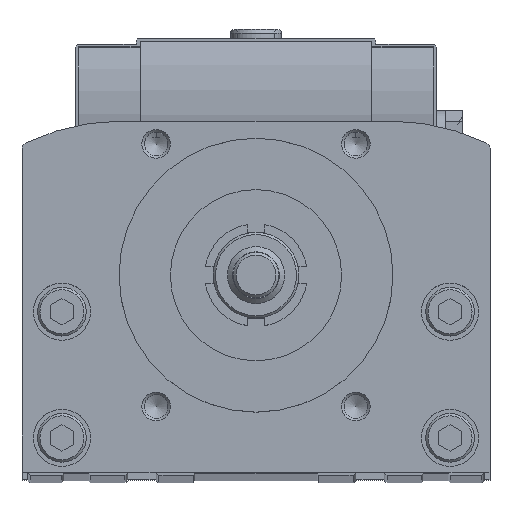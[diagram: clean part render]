
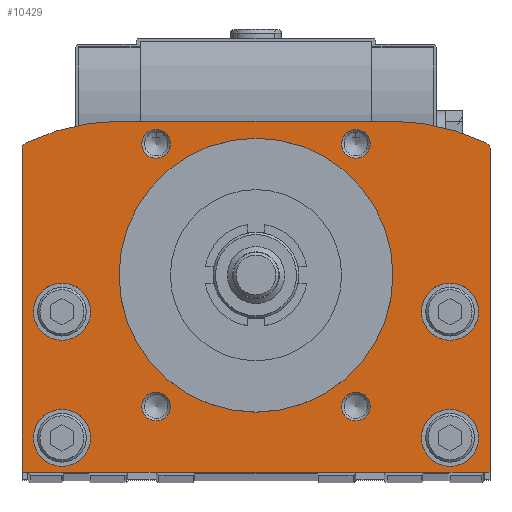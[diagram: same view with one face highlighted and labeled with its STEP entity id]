
A CAD part, top view. The second image highlights one B-rep face of the part: STEP entity #10429.
In plain terms, the highlighted planar face has unit normal (0, 0, 1).
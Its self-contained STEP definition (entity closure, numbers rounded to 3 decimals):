
#727=LINE('',#17924,#1763);
#730=LINE('',#17929,#1766);
#732=LINE('',#17933,#1768);
#736=LINE('',#17949,#1772);
#1763=VECTOR('',#14713,1000.);
#1766=VECTOR('',#14718,1000.);
#1768=VECTOR('',#14722,1000.);
#1772=VECTOR('',#14740,1000.);
#3526=ORIENTED_EDGE('',*,*,#5905,.T.);
#3527=ORIENTED_EDGE('',*,*,#5906,.T.);
#3528=ORIENTED_EDGE('',*,*,#5907,.T.);
#3529=ORIENTED_EDGE('',*,*,#5908,.T.);
#3530=ORIENTED_EDGE('',*,*,#5909,.T.);
#3531=ORIENTED_EDGE('',*,*,#5910,.T.);
#3532=ORIENTED_EDGE('',*,*,#5911,.T.);
#3533=ORIENTED_EDGE('',*,*,#5912,.T.);
#3534=ORIENTED_EDGE('',*,*,#5913,.T.);
#3535=ORIENTED_EDGE('',*,*,#5887,.T.);
#3536=ORIENTED_EDGE('',*,*,#5890,.T.);
#3537=ORIENTED_EDGE('',*,*,#5893,.T.);
#3538=ORIENTED_EDGE('',*,*,#5895,.T.);
#3539=ORIENTED_EDGE('',*,*,#5897,.T.);
#3540=ORIENTED_EDGE('',*,*,#5899,.T.);
#3541=ORIENTED_EDGE('',*,*,#5903,.T.);
#3542=ORIENTED_EDGE('',*,*,#5904,.T.);
#5887=EDGE_CURVE('',#7152,#7151,#7904,.T.);
#5890=EDGE_CURVE('',#7151,#7153,#727,.T.);
#5893=EDGE_CURVE('',#7153,#7154,#730,.T.);
#5895=EDGE_CURVE('',#7154,#7155,#732,.T.);
#5897=EDGE_CURVE('',#7155,#7156,#7905,.T.);
#5899=EDGE_CURVE('',#7156,#7157,#7906,.T.);
#5903=EDGE_CURVE('',#7157,#7160,#736,.T.);
#5904=EDGE_CURVE('',#7160,#7152,#7909,.T.);
#5905=EDGE_CURVE('',#7161,#7161,#7910,.T.);
#5906=EDGE_CURVE('',#7162,#7162,#7911,.T.);
#5907=EDGE_CURVE('',#7163,#7163,#7912,.T.);
#5908=EDGE_CURVE('',#7164,#7164,#7913,.T.);
#5909=EDGE_CURVE('',#7165,#7165,#7914,.T.);
#5910=EDGE_CURVE('',#7166,#7166,#7915,.T.);
#5911=EDGE_CURVE('',#7167,#7167,#7916,.T.);
#5912=EDGE_CURVE('',#7168,#7168,#7917,.T.);
#5913=EDGE_CURVE('',#7169,#7169,#7918,.T.);
#7151=VERTEX_POINT('',#17917);
#7152=VERTEX_POINT('',#17919);
#7153=VERTEX_POINT('',#17923);
#7154=VERTEX_POINT('',#17928);
#7155=VERTEX_POINT('',#17932);
#7156=VERTEX_POINT('',#17936);
#7157=VERTEX_POINT('',#17940);
#7160=VERTEX_POINT('',#17948);
#7161=VERTEX_POINT('',#17954);
#7162=VERTEX_POINT('',#17956);
#7163=VERTEX_POINT('',#17958);
#7164=VERTEX_POINT('',#17960);
#7165=VERTEX_POINT('',#17962);
#7166=VERTEX_POINT('',#17964);
#7167=VERTEX_POINT('',#17966);
#7168=VERTEX_POINT('',#17968);
#7169=VERTEX_POINT('',#17970);
#7904=CIRCLE('',#12821,1.);
#7905=CIRCLE('',#12826,1.);
#7906=CIRCLE('',#12828,39.);
#7909=CIRCLE('',#12833,39.);
#7910=CIRCLE('',#12835,5.);
#7911=CIRCLE('',#12836,5.);
#7912=CIRCLE('',#12837,5.);
#7913=CIRCLE('',#12838,5.);
#7914=CIRCLE('',#12839,2.5);
#7915=CIRCLE('',#12840,2.5);
#7916=CIRCLE('',#12841,2.5);
#7917=CIRCLE('',#12842,2.5);
#7918=CIRCLE('',#12843,24.);
#8351=EDGE_LOOP('',(#3526));
#8352=EDGE_LOOP('',(#3527));
#8353=EDGE_LOOP('',(#3528));
#8354=EDGE_LOOP('',(#3529));
#8355=EDGE_LOOP('',(#3530));
#8356=EDGE_LOOP('',(#3531));
#8357=EDGE_LOOP('',(#3532));
#8358=EDGE_LOOP('',(#3533));
#8359=EDGE_LOOP('',(#3534));
#8360=EDGE_LOOP('',(#3535,#3536,#3537,#3538,#3539,#3540,#3541,#3542));
#9183=FACE_BOUND('',#8351,.T.);
#9184=FACE_BOUND('',#8352,.T.);
#9185=FACE_BOUND('',#8353,.T.);
#9186=FACE_BOUND('',#8354,.T.);
#9187=FACE_BOUND('',#8355,.T.);
#9188=FACE_BOUND('',#8356,.T.);
#9189=FACE_BOUND('',#8357,.T.);
#9190=FACE_BOUND('',#8358,.T.);
#9191=FACE_BOUND('',#8359,.T.);
#9192=FACE_BOUND('',#8360,.T.);
#9916=PLANE('',#12834);
#10429=ADVANCED_FACE('',(#9183,#9184,#9185,#9186,#9187,#9188,#9189,#9190,
#9191,#9192),#9916,.T.);
#12821=AXIS2_PLACEMENT_3D('',#17918,#14707,#14708);
#12826=AXIS2_PLACEMENT_3D('',#17937,#14726,#14727);
#12828=AXIS2_PLACEMENT_3D('',#17941,#14731,#14732);
#12833=AXIS2_PLACEMENT_3D('',#17951,#14743,#14744);
#12834=AXIS2_PLACEMENT_3D('',#17952,#14745,#14746);
#12835=AXIS2_PLACEMENT_3D('',#17953,#14747,#14748);
#12836=AXIS2_PLACEMENT_3D('',#17955,#14749,#14750);
#12837=AXIS2_PLACEMENT_3D('',#17957,#14751,#14752);
#12838=AXIS2_PLACEMENT_3D('',#17959,#14753,#14754);
#12839=AXIS2_PLACEMENT_3D('',#17961,#14755,#14756);
#12840=AXIS2_PLACEMENT_3D('',#17963,#14757,#14758);
#12841=AXIS2_PLACEMENT_3D('',#17965,#14759,#14760);
#12842=AXIS2_PLACEMENT_3D('',#17967,#14761,#14762);
#12843=AXIS2_PLACEMENT_3D('',#17969,#14763,#14764);
#14707=DIRECTION('',(0.,0.,1.));
#14708=DIRECTION('',(1.,0.,0.));
#14713=DIRECTION('',(0.,-1.,0.));
#14718=DIRECTION('',(1.,0.,0.));
#14722=DIRECTION('',(0.,1.,0.));
#14726=DIRECTION('',(0.,0.,1.));
#14727=DIRECTION('',(1.,0.,0.));
#14731=DIRECTION('',(0.,0.,1.));
#14732=DIRECTION('',(1.,0.,0.));
#14740=DIRECTION('',(-1.,0.,0.));
#14743=DIRECTION('',(0.,0.,1.));
#14744=DIRECTION('',(1.,0.,0.));
#14745=DIRECTION('',(0.,0.,1.));
#14746=DIRECTION('',(1.,0.,0.));
#14747=DIRECTION('',(0.,0.,-1.));
#14748=DIRECTION('',(-1.,0.,0.));
#14749=DIRECTION('',(0.,0.,-1.));
#14750=DIRECTION('',(-1.,0.,0.));
#14751=DIRECTION('',(0.,0.,-1.));
#14752=DIRECTION('',(-1.,0.,0.));
#14753=DIRECTION('',(0.,0.,-1.));
#14754=DIRECTION('',(-1.,0.,0.));
#14755=DIRECTION('',(0.,0.,-1.));
#14756=DIRECTION('',(-1.,0.,0.));
#14757=DIRECTION('',(0.,0.,-1.));
#14758=DIRECTION('',(-1.,0.,0.));
#14759=DIRECTION('',(0.,0.,-1.));
#14760=DIRECTION('',(-1.,0.,0.));
#14761=DIRECTION('',(0.,0.,-1.));
#14762=DIRECTION('',(-1.,0.,0.));
#14763=DIRECTION('',(0.,0.,-1.));
#14764=DIRECTION('',(-1.,0.,0.));
#17917=CARTESIAN_POINT('',(-41.,57.231,779.));
#17918=CARTESIAN_POINT('',(-40.,57.231,779.));
#17919=CARTESIAN_POINT('',(-40.434,58.132,779.));
#17923=CARTESIAN_POINT('',(-41.,0.5,779.));
#17924=CARTESIAN_POINT('',(-41.,57.231,779.));
#17928=CARTESIAN_POINT('',(41.,0.5,779.));
#17929=CARTESIAN_POINT('',(-41.,0.5,779.));
#17932=CARTESIAN_POINT('',(41.,57.231,779.));
#17933=CARTESIAN_POINT('',(41.,0.5,779.));
#17936=CARTESIAN_POINT('',(40.434,58.132,779.));
#17937=CARTESIAN_POINT('',(40.,57.231,779.));
#17940=CARTESIAN_POINT('',(23.5,62.,779.));
#17941=CARTESIAN_POINT('',(23.5,23.,779.));
#17948=CARTESIAN_POINT('',(-23.5,62.,779.));
#17949=CARTESIAN_POINT('',(23.5,62.,779.));
#17951=CARTESIAN_POINT('',(-23.5,23.,779.));
#17952=CARTESIAN_POINT('',(-40.,57.231,779.));
#17953=CARTESIAN_POINT('',(-34.,28.6,779.));
#17954=CARTESIAN_POINT('',(-39.,28.6,779.));
#17955=CARTESIAN_POINT('',(34.,28.6,779.));
#17956=CARTESIAN_POINT('',(29.,28.6,779.));
#17957=CARTESIAN_POINT('',(-34.,6.5,779.));
#17958=CARTESIAN_POINT('',(-39.,6.5,779.));
#17959=CARTESIAN_POINT('',(34.,6.5,779.));
#17960=CARTESIAN_POINT('',(29.,6.5,779.));
#17961=CARTESIAN_POINT('',(-17.5,58.,779.));
#17962=CARTESIAN_POINT('',(-20.,58.,779.));
#17963=CARTESIAN_POINT('',(17.5,12.,779.));
#17964=CARTESIAN_POINT('',(15.,12.,779.));
#17965=CARTESIAN_POINT('',(-17.5,12.,779.));
#17966=CARTESIAN_POINT('',(-20.,12.,779.));
#17967=CARTESIAN_POINT('',(17.5,58.,779.));
#17968=CARTESIAN_POINT('',(15.,58.,779.));
#17969=CARTESIAN_POINT('',(0.,35.,779.));
#17970=CARTESIAN_POINT('',(-24.,35.,779.));
